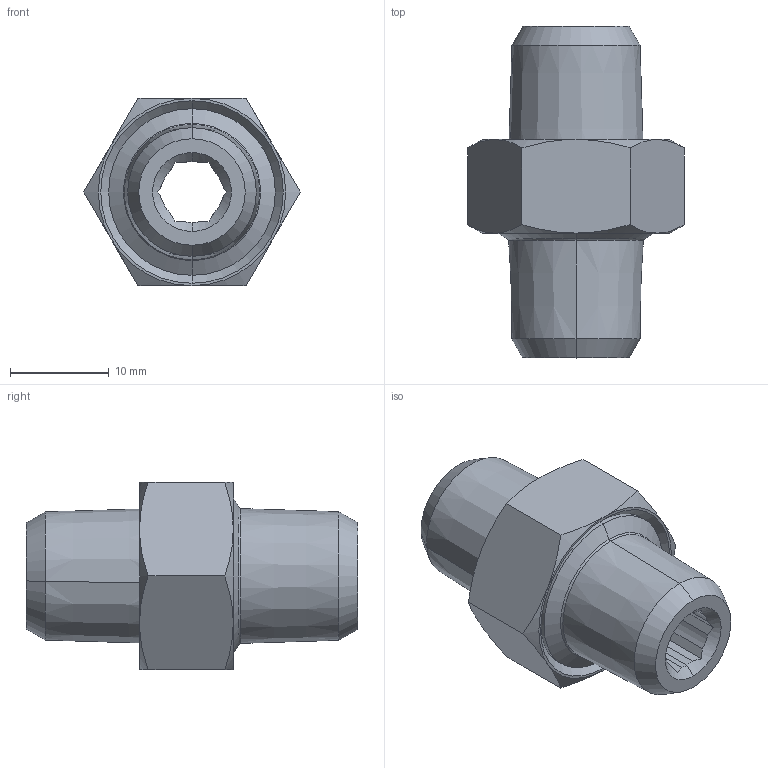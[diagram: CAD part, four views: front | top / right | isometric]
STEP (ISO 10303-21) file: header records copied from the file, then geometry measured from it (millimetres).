
FILE_DESCRIPTION (( 'STEP AP214' ), '1' );
FILE_NAME ('02060F0002A.STEP', '2016-12-07T09:08:11', ( '' ), ( '' ), 'SwSTEP 2.0', 'SolidWorks 2016', '' );
FILE_SCHEMA (( 'AUTOMOTIVE_DESIGN' ));
Length unit declared in the file: millimetre
Products named in the file (2): 02060F0002A
Bounding box: 21.94 x 33.64 x 19 mm (x, y, z)
Surface area: 2889.1 mm2 (no closed solid volume)
Topology: 0 solids, 3 shells, 67 faces, 162 edges, 99 vertices
Faces by surface type: cone 30, plane 22, cylinder 13, torus 2
Entity records: 2841 total; most frequent: CARTESIAN_POINT 570, DIRECTION 317, ORIENTED_EDGE 295, EDGE_CURVE 162, AXIS2_PLACEMENT_3D 134, VERTEX_POINT 99, EDGE_LOOP 71, UNCERTAINTY_MEASURE_WITH_UNIT 69
